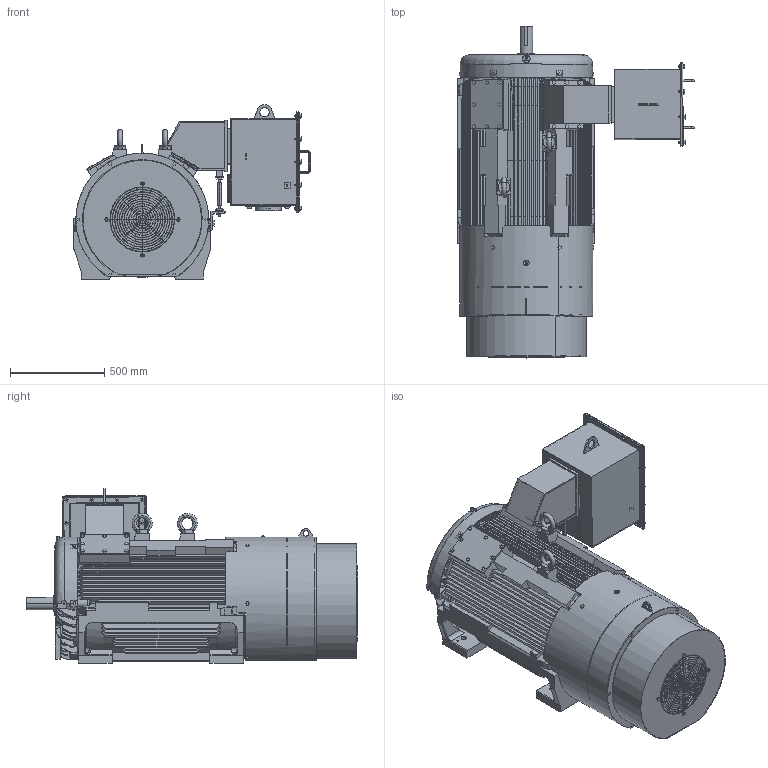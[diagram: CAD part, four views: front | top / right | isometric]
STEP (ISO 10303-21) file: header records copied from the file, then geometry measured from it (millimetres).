
FILE_DESCRIPTION(('CATIA V5 STEP Exchange'),'2;1');
FILE_NAME('3A043A039.stp','2013-12-18T06:35:46+00:00',('none'),('none'),'Unofficial Packaging Version','CATIA V5 STEP AP203','none');
FILE_SCHEMA(('CONFIG_CONTROL_DESIGN'));
Products named in the file (1): #14
Bounding box: 1258.21 x 1764.55 x 927.42 mm (x, y, z)
Volume: 326328621.9 mm3; surface area: 18857185.2 mm2
Topology: 57 solids, 169 shells, 5359 faces, 14248 edges, 9396 vertices
Faces by surface type: plane 2951, cylinder 1191, torus 655, cone 467, bspline 49, sphere 30, extrusion 16
Entity records: 165968 total; most frequent: CARTESIAN_POINT 50287, ORIENTED_EDGE 28436, DIRECTION 16003, EDGE_CURVE 14218, VERTEX_POINT 9390, VECTOR 7159, LINE 7143, AXIS2_PLACEMENT_3D 6274
